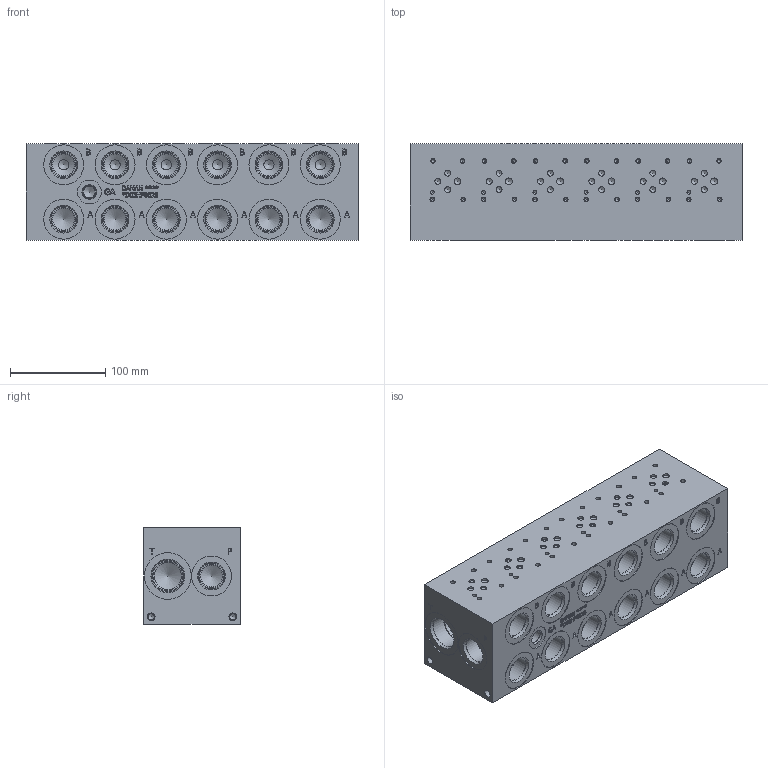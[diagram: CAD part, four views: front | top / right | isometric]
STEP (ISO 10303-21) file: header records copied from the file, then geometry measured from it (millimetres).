
FILE_DESCRIPTION(/* description */ (''),/* implementation_level */ '2;1');
FILE_NAME(/* name */ '_D03HP062S.stp',/* time_stamp */ '2020-05-22T08:44:25-04:00',/* author */ ('alexanderw'),/* organization */ (''),/* preprocessor_version */ 'ST-DEVELOPER v17',/* originating_system */ 'Autodesk Inventor 2019',/* authorisation */ '');
FILE_SCHEMA (('AUTOMOTIVE_DESIGN { 1 0 10303 214 3 1 1 }'));
Length unit declared in the file: millimetre
Products named in the file (1): Part_AD03HP062S_3D
Bounding box: 349.25 x 101.6 x 101.6 mm (x, y, z)
Volume: 3281170.8 mm3; surface area: 216545.1 mm2
Topology: 1 solids, 1 shells, 1036 faces, 2831 edges, 1925 vertices
Faces by surface type: plane 497, bspline 227, cylinder 178, cone 134
Full cylindrical faces by diameter (mm): 3.785 x24, 3.962 x6, 4.826 x24, 6.35 x18, 6.528 x4, 7.137 x6, 7.925 x4, 10.719 x6, 12.294 x1, 12.9 x1, 14.275 x1, 14.529 x1, 23.012 x14, 24.917 x14, 25.019 x1, 26.99 x3, 27 x11, 27.432 x14, 28.575 x2, 31.267 x2, 33.34 x1, 33.35 x1, 33.757 x2, 35.509 x1, 42.037 x14, 49.124 x2
Entity records: 34535 total; most frequent: CARTESIAN_POINT 8669, ORIENTED_EDGE 5512, DIRECTION 4584, EDGE_CURVE 2756, VERTEX_POINT 1925, LINE 1640, VECTOR 1640, AXIS2_PLACEMENT_3D 1472
